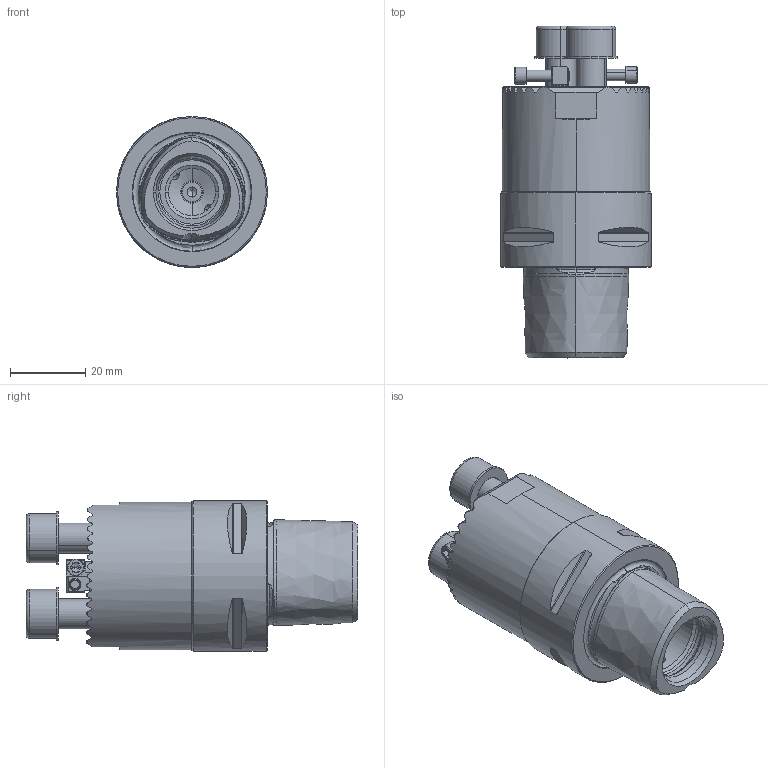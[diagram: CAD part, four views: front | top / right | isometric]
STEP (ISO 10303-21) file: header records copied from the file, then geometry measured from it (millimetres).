
FILE_DESCRIPTION (( 'STEP AP214' ), '1' );
FILE_NAME ('472.401 KAISER SW41-66C4.STEP', '2021-07-14T06:27:51', ( '' ), ( '' ), 'SwSTEP 2.0', 'SolidWorks 2020', '' );
FILE_SCHEMA (( 'AUTOMOTIVE_DESIGN' ));
Length unit declared in the file: millimetre
Products named in the file (7): 472.430 KAISER; 693.178 Spannscheibe leicht M8_eingebaut (flach); 690.194 Zyl-Schr In-6kt DIN912-M3x11.5 spez; 319.450 Verstellhalter SW41; 690.163 Zyl-Schr In-6kt DIN912-M8x25; 690.189 Zyl.-Schr. In-6kt. DIN912-M3x16; 472.401 KAISER SW41-66C4
Assembly tree (9 placements, depth 2):
  472.401 KAISER SW41-66C4
    472.430 KAISER
    319.450 Verstellhalter SW41
    690.194 Zyl-Schr In-6kt DIN912-M3x11.5 spez  x2
    690.189 Zyl.-Schr. In-6kt. DIN912-M3x16
    690.163 Zyl-Schr In-6kt DIN912-M8x25  x2
    693.178 Spannscheibe leicht M8_eingebaut (flach)  x2
Bounding box: 40 x 87.95 x 40 mm (x, y, z)
Volume: 65601.9 mm3; surface area: 19396.2 mm2
Topology: 9 solids, 9 shells, 565 faces, 1421 edges, 873 vertices
Faces by surface type: plane 217, cylinder 192, cone 112, torus 34, bspline 10
Entity records: 23423 total; most frequent: CARTESIAN_POINT 11527, ORIENTED_EDGE 2546, DIRECTION 2235, EDGE_CURVE 1273, AXIS2_PLACEMENT_3D 866, VERTEX_POINT 795, EDGE_LOOP 532, LINE 503
